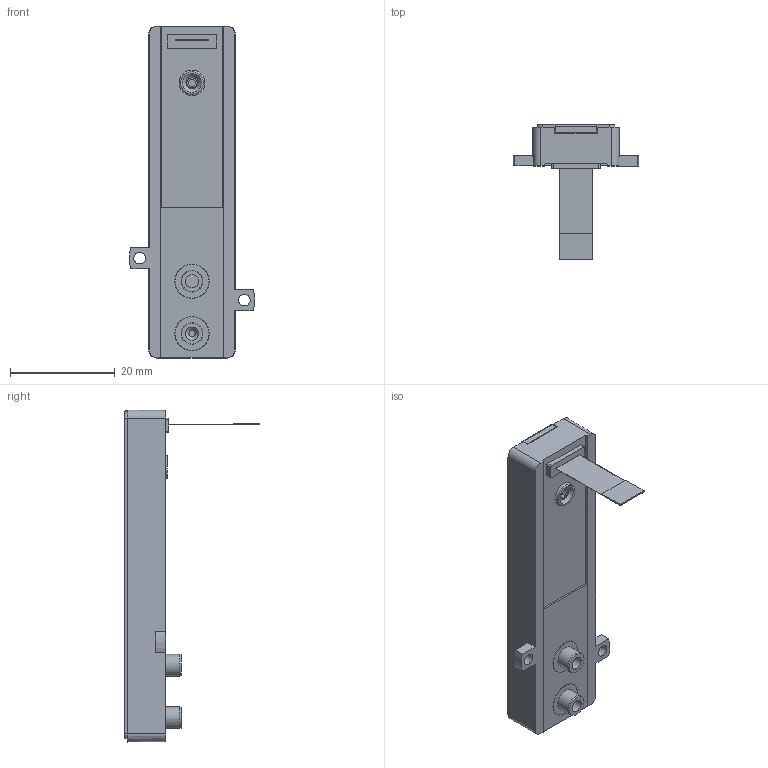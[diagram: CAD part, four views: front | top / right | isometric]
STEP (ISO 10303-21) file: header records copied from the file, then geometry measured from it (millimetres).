
FILE_DESCRIPTION(/* description */ ('STEP AP214'),/* implementation_level */ '2;1');
FILE_NAME(/* name */ '8078917_VEAE-BB-6-17-D22-X4',/* time_stamp */ '2024-09-16T11:26:56+02:00',/* author */ ('License CC BY-ND 4.0'),/* organization */ ('CADENAS'),/* preprocessor_version */ 'ST-DEVELOPER v19.3',/* originating_system */ 'PARTsolutions',/* authorisation */ ' ');
FILE_SCHEMA (('AUTOMOTIVE_DESIGN {1 0 10303 214 3 1 1}'));
Length unit declared in the file: millimetre
Products named in the file (1): 8078917 VEAE-BB-6-17-D22-X4---(high)
Bounding box: 24 x 25.9 x 63.43 mm (x, y, z)
Volume: 8074.5 mm3; surface area: 3901.3 mm2
Topology: 1 solids, 1 shells, 110 faces, 275 edges, 181 vertices
Faces by surface type: plane 78, cylinder 16, cone 15, torus 1
Full cylindrical faces by diameter (mm): 1.2 x1, 2.2 x2, 2.3 x1, 2.5 x2, 4.15 x2, 4.3 x1
Entity records: 3979 total; most frequent: CARTESIAN_POINT 550, DIRECTION 537, ORIENTED_EDGE 516, EDGE_CURVE 258, LINE 201, VECTOR 201, VERTEX_POINT 181, AXIS2_PLACEMENT_3D 168
